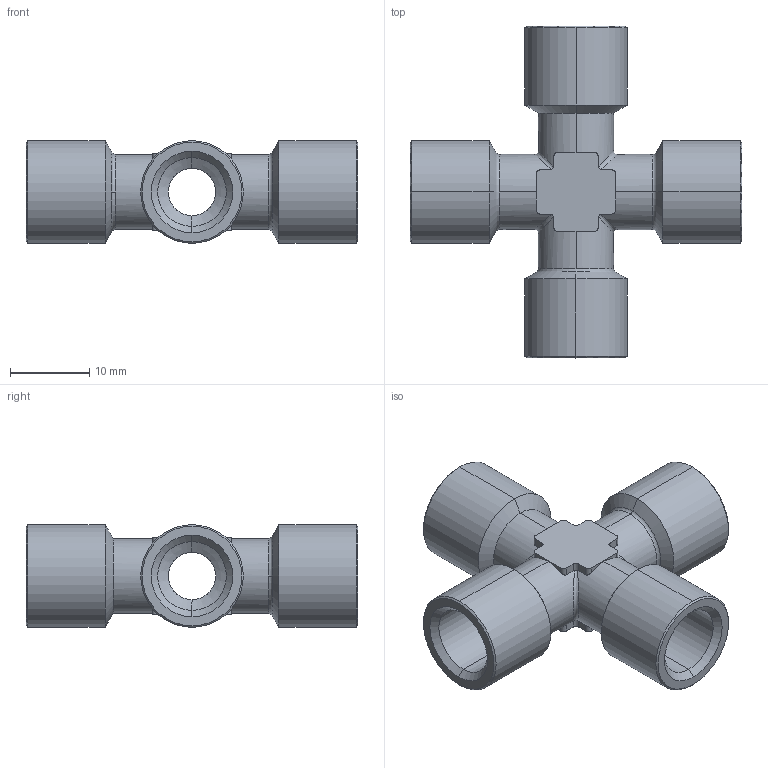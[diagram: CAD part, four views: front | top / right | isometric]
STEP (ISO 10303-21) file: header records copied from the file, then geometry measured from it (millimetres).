
FILE_DESCRIPTION (( 'STEP AP203' ), '1' );
FILE_NAME ('05160001.STEP', '2010-09-13T11:28:17', ( 'Flavio' ), ( '' ), 'SwSTEP 2.0', 'SolidWorks 2009', '' );
FILE_SCHEMA (( 'CONFIG_CONTROL_DESIGN' ));
Length unit declared in the file: millimetre
Products named in the file (1): 05160001
Bounding box: 42 x 42 x 13 mm (x, y, z)
Volume: 4662.1 mm3; surface area: 4823.4 mm2
Topology: 1 solids, 1 shells, 128 faces, 328 edges, 200 vertices
Faces by surface type: cylinder 56, cone 32, plane 30, torus 6, bspline 4
Entity records: 4489 total; most frequent: CARTESIAN_POINT 1337, ORIENTED_EDGE 656, DIRECTION 650, EDGE_CURVE 328, AXIS2_PLACEMENT_3D 249, VERTEX_POINT 200, VECTOR 152, LINE 152
